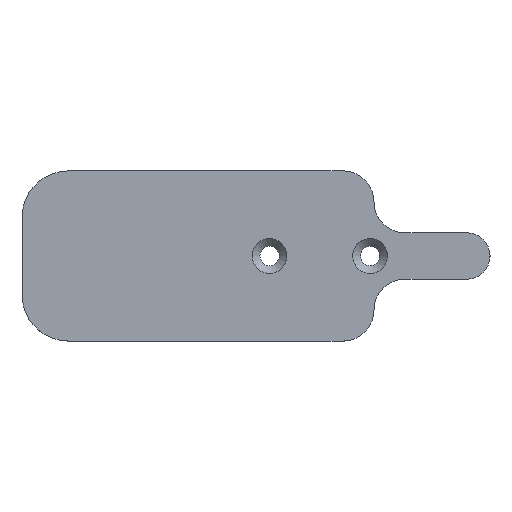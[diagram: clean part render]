
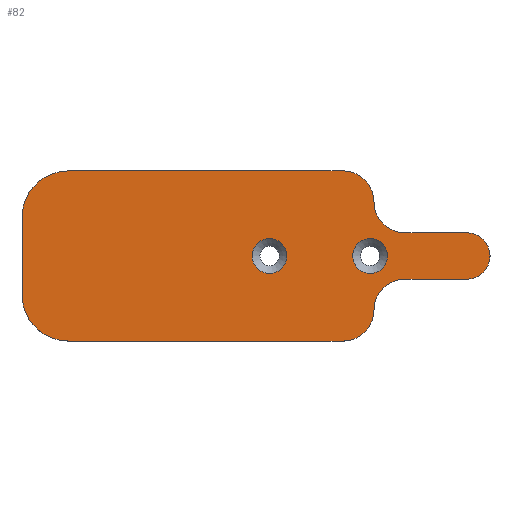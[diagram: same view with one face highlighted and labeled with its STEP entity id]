
A CAD part, top view. The second image highlights one B-rep face of the part: STEP entity #82.
In plain terms, the highlighted planar face has unit normal (0, 0, 1).
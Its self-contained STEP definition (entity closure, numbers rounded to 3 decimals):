
#82=ADVANCED_FACE('',(#185,#186,#187),#123,.T.);
#123=PLANE('',#632);
#138=LINE('',#933,#160);
#139=LINE('',#937,#161);
#140=LINE('',#943,#162);
#141=LINE('',#947,#163);
#142=LINE('',#951,#164);
#160=VECTOR('',#737,1.);
#161=VECTOR('',#740,1.);
#162=VECTOR('',#745,1.);
#163=VECTOR('',#748,1.);
#164=VECTOR('',#751,1.);
#185=FACE_BOUND('',#248,.T.);
#186=FACE_BOUND('',#249,.T.);
#187=FACE_BOUND('',#250,.T.);
#248=EDGE_LOOP('',(#331));
#249=EDGE_LOOP('',(#332));
#250=EDGE_LOOP('',(#333,#334,#335,#336,#337,#338,#339,#340,#341,#342,#343,
#344));
#331=ORIENTED_EDGE('',*,*,#518,.T.);
#332=ORIENTED_EDGE('',*,*,#519,.T.);
#333=ORIENTED_EDGE('',*,*,#520,.T.);
#334=ORIENTED_EDGE('',*,*,#521,.T.);
#335=ORIENTED_EDGE('',*,*,#522,.T.);
#336=ORIENTED_EDGE('',*,*,#523,.T.);
#337=ORIENTED_EDGE('',*,*,#524,.T.);
#338=ORIENTED_EDGE('',*,*,#525,.T.);
#339=ORIENTED_EDGE('',*,*,#526,.T.);
#340=ORIENTED_EDGE('',*,*,#527,.T.);
#341=ORIENTED_EDGE('',*,*,#528,.T.);
#342=ORIENTED_EDGE('',*,*,#529,.T.);
#343=ORIENTED_EDGE('',*,*,#530,.T.);
#344=ORIENTED_EDGE('',*,*,#531,.T.);
#461=VERTEX_POINT('',#925);
#462=VERTEX_POINT('',#927);
#463=VERTEX_POINT('',#929);
#464=VERTEX_POINT('',#930);
#465=VERTEX_POINT('',#932);
#466=VERTEX_POINT('',#934);
#467=VERTEX_POINT('',#936);
#468=VERTEX_POINT('',#938);
#469=VERTEX_POINT('',#940);
#470=VERTEX_POINT('',#942);
#471=VERTEX_POINT('',#944);
#472=VERTEX_POINT('',#946);
#473=VERTEX_POINT('',#948);
#474=VERTEX_POINT('',#950);
#518=EDGE_CURVE('',#461,#461,#578,.T.);
#519=EDGE_CURVE('',#462,#462,#579,.T.);
#520=EDGE_CURVE('',#463,#464,#580,.T.);
#521=EDGE_CURVE('',#464,#465,#581,.T.);
#522=EDGE_CURVE('',#465,#466,#138,.T.);
#523=EDGE_CURVE('',#466,#467,#582,.T.);
#524=EDGE_CURVE('',#467,#468,#139,.T.);
#525=EDGE_CURVE('',#468,#469,#583,.T.);
#526=EDGE_CURVE('',#469,#470,#584,.T.);
#527=EDGE_CURVE('',#470,#471,#140,.T.);
#528=EDGE_CURVE('',#471,#472,#585,.T.);
#529=EDGE_CURVE('',#472,#473,#141,.T.);
#530=EDGE_CURVE('',#473,#474,#586,.T.);
#531=EDGE_CURVE('',#474,#463,#142,.T.);
#578=CIRCLE('',#623,2.25);
#579=CIRCLE('',#624,2.25);
#580=CIRCLE('',#625,4.);
#581=CIRCLE('',#626,4.);
#582=CIRCLE('',#627,3.);
#583=CIRCLE('',#628,4.);
#584=CIRCLE('',#629,4.);
#585=CIRCLE('',#630,6.);
#586=CIRCLE('',#631,6.);
#623=AXIS2_PLACEMENT_3D('',#924,#729,#730);
#624=AXIS2_PLACEMENT_3D('',#926,#731,#732);
#625=AXIS2_PLACEMENT_3D('',#928,#733,#734);
#626=AXIS2_PLACEMENT_3D('',#931,#735,#736);
#627=AXIS2_PLACEMENT_3D('',#935,#738,#739);
#628=AXIS2_PLACEMENT_3D('',#939,#741,#742);
#629=AXIS2_PLACEMENT_3D('',#941,#743,#744);
#630=AXIS2_PLACEMENT_3D('',#945,#746,#747);
#631=AXIS2_PLACEMENT_3D('',#949,#749,#750);
#632=AXIS2_PLACEMENT_3D('',#952,#752,#753);
#729=DIRECTION('',(0.,0.,-1.));
#730=DIRECTION('',(1.,0.,0.));
#731=DIRECTION('',(0.,0.,-1.));
#732=DIRECTION('',(1.,0.,0.));
#733=DIRECTION('',(0.,0.,1.));
#734=DIRECTION('',(1.,0.,0.));
#735=DIRECTION('',(0.,0.,-1.));
#736=DIRECTION('',(1.,0.,0.));
#737=DIRECTION('',(1.,0.,0.));
#738=DIRECTION('',(0.,0.,1.));
#739=DIRECTION('',(1.,0.,0.));
#740=DIRECTION('',(-1.,0.,0.));
#741=DIRECTION('',(0.,0.,-1.));
#742=DIRECTION('',(1.,0.,0.));
#743=DIRECTION('',(0.,0.,1.));
#744=DIRECTION('',(1.,0.,0.));
#745=DIRECTION('',(-1.,0.,0.));
#746=DIRECTION('',(0.,0.,1.));
#747=DIRECTION('',(1.,0.,0.));
#748=DIRECTION('',(0.,-1.,0.));
#749=DIRECTION('',(0.,0.,1.));
#750=DIRECTION('',(1.,0.,0.));
#751=DIRECTION('',(1.,0.,0.));
#752=DIRECTION('',(0.,0.,1.));
#753=DIRECTION('',(1.,0.,0.));
#924=CARTESIAN_POINT('',(9.507,0.,-3.));
#925=CARTESIAN_POINT('',(11.757,0.,-3.));
#926=CARTESIAN_POINT('',(22.507,0.,-3.));
#927=CARTESIAN_POINT('',(24.757,0.,-3.));
#928=CARTESIAN_POINT('',(19.,-7.,-3.));
#929=CARTESIAN_POINT('',(19.,-11.,-3.));
#930=CARTESIAN_POINT('',(23.,-7.,-3.));
#931=CARTESIAN_POINT('',(27.,-7.,-3.));
#932=CARTESIAN_POINT('',(27.,-3.,-3.));
#933=CARTESIAN_POINT('',(27.,-3.,-3.));
#934=CARTESIAN_POINT('',(35.,-3.,-3.));
#935=CARTESIAN_POINT('',(35.,0.,-3.));
#936=CARTESIAN_POINT('',(35.,3.,-3.));
#937=CARTESIAN_POINT('',(42.,3.,-3.));
#938=CARTESIAN_POINT('',(27.,3.,-3.));
#939=CARTESIAN_POINT('',(27.,7.,-3.));
#940=CARTESIAN_POINT('',(23.,7.,-3.));
#941=CARTESIAN_POINT('',(19.,7.,-3.));
#942=CARTESIAN_POINT('',(19.,11.,-3.));
#943=CARTESIAN_POINT('',(15.,11.,-3.));
#944=CARTESIAN_POINT('',(-16.5,11.,-3.));
#945=CARTESIAN_POINT('',(-16.5,5.,-3.));
#946=CARTESIAN_POINT('',(-22.5,5.,-3.));
#947=CARTESIAN_POINT('',(-22.5,9.733,-3.));
#948=CARTESIAN_POINT('',(-22.5,-5.,-3.));
#949=CARTESIAN_POINT('',(-16.5,-5.,-3.));
#950=CARTESIAN_POINT('',(-16.5,-11.,-3.));
#951=CARTESIAN_POINT('',(0.,-11.,-3.));
#952=CARTESIAN_POINT('',(-21.,-9.733,-3.));
